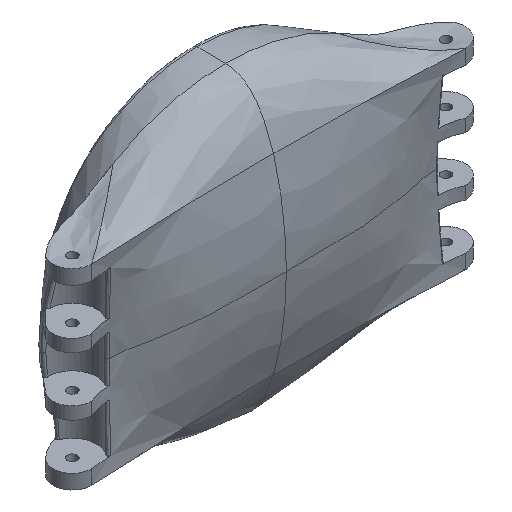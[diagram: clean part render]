
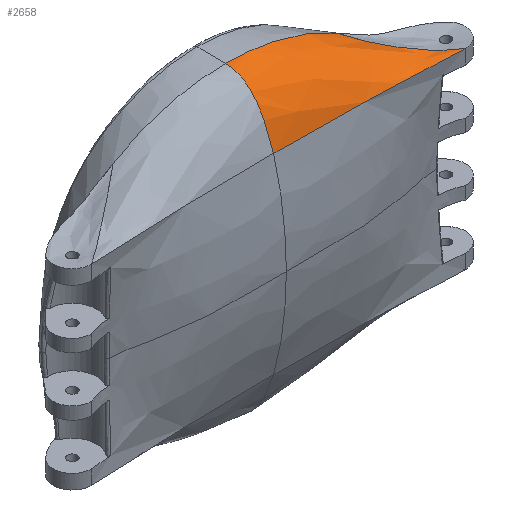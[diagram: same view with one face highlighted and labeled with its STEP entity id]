
A CAD part, isometric view. The second image highlights one B-rep face of the part: STEP entity #2658.
In plain terms, the highlighted free-form (B-spline) face has degree [3, 3] with [4, 6] control points.
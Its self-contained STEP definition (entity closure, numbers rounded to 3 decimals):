
#23 = CARTESIAN_POINT ( 'NONE',  ( 0., -8.489, 10. ) ) ;
#92 = CARTESIAN_POINT ( 'NONE',  ( -2.063, -5.856, 18.123 ) ) ;
#119 = CARTESIAN_POINT ( 'NONE',  ( -6.011, -3.5, 14.892 ) ) ;
#497 = CARTESIAN_POINT ( 'NONE',  ( 0., -5.117, 15.236 ) ) ;
#574 = CARTESIAN_POINT ( 'NONE',  ( 0., -5.266, 15.154 ) ) ;
#619 = CARTESIAN_POINT ( 'NONE',  ( -9.036, -7.354, 9.671 ) ) ;
#667 = CARTESIAN_POINT ( 'NONE',  ( 10.585, -8.953, 9.812 ) ) ;
#763 = EDGE_CURVE ( 'NONE', #6668, #1546, #2324, .T. ) ;
#866 = B_SPLINE_CURVE_WITH_KNOTS ( 'NONE', 3,
 ( #3427, #4549, #1183, #5116 ),
 .UNSPECIFIED., .F., .F.,
 ( 4, 4 ),
 ( 0., 1. ),
 .UNSPECIFIED. ) ;
#1051 = CARTESIAN_POINT ( 'NONE',  ( 12.91, -4.325, 11.666 ) ) ;
#1109 = CARTESIAN_POINT ( 'NONE',  ( 18.049, -7.971, 9.928 ) ) ;
#1142 = EDGE_CURVE ( 'NONE', #1566, #6793, #6924, .T. ) ;
#1183 = CARTESIAN_POINT ( 'NONE',  ( 6.281, -8.529, 10. ) ) ;
#1188 = CARTESIAN_POINT ( 'NONE',  ( 0.425, -8.37, 9.92 ) ) ;
#1214 = EDGE_CURVE ( 'NONE', #6668, #6771, #6469, .T. ) ;
#1236 = CARTESIAN_POINT ( 'NONE',  ( 6.767, -3.5, 15.508 ) ) ;
#1527 = CARTESIAN_POINT ( 'NONE',  ( 8.363, -3.5, 14.541 ) ) ;
#1546 = VERTEX_POINT ( 'NONE', #4789 ) ;
#1566 = VERTEX_POINT ( 'NONE', #3690 ) ;
#1643 = CARTESIAN_POINT ( 'NONE',  ( 0., -8.489, 10. ) ) ;
#1649 = CARTESIAN_POINT ( 'NONE',  ( 0., -8.069, 11.281 ) ) ;
#1728 = CARTESIAN_POINT ( 'NONE',  ( 0., -7.216, 13.115 ) ) ;
#1756 = CARTESIAN_POINT ( 'NONE',  ( -4.965, -5.484, 12.488 ) ) ;
#1784 = CARTESIAN_POINT ( 'NONE',  ( 0.442, -4.445, 16.303 ) ) ;
#2124 = ORIENTED_EDGE ( 'NONE', *, *, #763, .T. ) ;
#2200 = FACE_OUTER_BOUND ( 'NONE', #3645, .T. ) ;
#2215 = CARTESIAN_POINT ( 'NONE',  ( 0., -7.531, 12.516 ) ) ;
#2217 = CARTESIAN_POINT ( 'NONE',  ( 16.132, -8.824, 10. ) ) ;
#2286 = CARTESIAN_POINT ( 'NONE',  ( 11.747, -3.5, 12.49 ) ) ;
#2324 = B_SPLINE_CURVE_WITH_KNOTS ( 'NONE', 3,
 ( #23, #6858, #6211, #3945 ),
 .UNSPECIFIED., .F., .F.,
 ( 4, 4 ),
 ( 0.491, 0.5 ),
 .UNSPECIFIED. ) ;
#2375 = CARTESIAN_POINT ( 'NONE',  ( 0.183, -3.5, 16.487 ) ) ;
#2578 = CARTESIAN_POINT ( 'NONE',  ( 4.239, -3.5, 15.65 ) ) ;
#2658 = ADVANCED_FACE ( 'NONE', ( #2200 ), #4557, .T. ) ;
#2660 = CARTESIAN_POINT ( 'NONE',  ( 9.395, -8.608, 10. ) ) ;
#2790 = CARTESIAN_POINT ( 'NONE',  ( 15.446, -6.124, 10.611 ) ) ;
#2825 = CARTESIAN_POINT ( 'NONE',  ( 15.446, -6.124, 10.611 ) ) ;
#2840 = EDGE_CURVE ( 'NONE', #5420, #1566, #3973, .T. ) ;
#2906 = CARTESIAN_POINT ( 'NONE',  ( 9.947, -8.49, 10.004 ) ) ;
#2957 = CARTESIAN_POINT ( 'NONE',  ( 19.53, -9.021, 10. ) ) ;
#3106 = ORIENTED_EDGE ( 'NONE', *, *, #1214, .F. ) ;
#3197 = ORIENTED_EDGE ( 'NONE', *, *, #3811, .T. ) ;
#3350 = CARTESIAN_POINT ( 'NONE',  ( 0., -3.839, 15.64 ) ) ;
#3427 = CARTESIAN_POINT ( 'NONE',  ( 0.051, -8.489, 10. ) ) ;
#3429 = CARTESIAN_POINT ( 'NONE',  ( 0., -5.691, 14.883 ) ) ;
#3459 = CARTESIAN_POINT ( 'NONE',  ( 9.754, -7.505, 10.562 ) ) ;
#3480 = CARTESIAN_POINT ( 'NONE',  ( -9.132, -8.633, 10.008 ) ) ;
#3645 = EDGE_LOOP ( 'NONE', ( #3197, #3106, #2124, #4286, #5154, #4839 ) ) ;
#3690 = CARTESIAN_POINT ( 'NONE',  ( 19.5, -9., 10. ) ) ;
#3811 = EDGE_CURVE ( 'NONE', #6793, #6771, #6798, .T. ) ;
#3866 = CARTESIAN_POINT ( 'NONE',  ( 0., -8.489, 10. ) ) ;
#3939 = CARTESIAN_POINT ( 'NONE',  ( 11.747, -3.5, 12.49 ) ) ;
#3945 = CARTESIAN_POINT ( 'NONE',  ( 0.051, -8.489, 10. ) ) ;
#3962 = CARTESIAN_POINT ( 'NONE',  ( 12.91, -4.325, 11.666 ) ) ;
#3973 = B_SPLINE_CURVE_WITH_KNOTS ( 'NONE', 3,
 ( #6644, #6104, #2217, #6155 ),
 .UNSPECIFIED., .F., .F.,
 ( 4, 4 ),
 ( 0., 1. ),
 .UNSPECIFIED. ) ;
#4016 = CARTESIAN_POINT ( 'NONE',  ( 9.455, -5.824, 12.876 ) ) ;
#4042 = CARTESIAN_POINT ( 'NONE',  ( 0.137, -8.171, 13.418 ) ) ;
#4286 = ORIENTED_EDGE ( 'NONE', *, *, #4787, .T. ) ;
#4503 = CARTESIAN_POINT ( 'NONE',  ( 0., -4.657, 15.439 ) ) ;
#4549 = CARTESIAN_POINT ( 'NONE',  ( 3.166, -8.489, 10. ) ) ;
#4557 = B_SPLINE_SURFACE_WITH_KNOTS ( 'NONE', 3, 3, ( 
 ( #3480, #619, #6257, #1756, #6830, #119 ),
 ( #1188, #4042, #5716, #92, #1784, #2375 ),
 ( #2906, #667, #3459, #4016, #4608, #1236 ),
 ( #2957, #6880, #1109, #2790, #1051, #5016 ) ),
 .UNSPECIFIED., .F., .F., .F.,
 ( 4, 4 ),
 ( 4, 1, 1, 4 ),
 ( -0.472, 1. ),
 ( -0.004, 0.476, 0.576, 1. ),
 .UNSPECIFIED. ) ;
#4608 = CARTESIAN_POINT ( 'NONE',  ( 6.218, -4.995, 15.898 ) ) ;
#4787 = EDGE_CURVE ( 'NONE', #1546, #5420, #866, .T. ) ;
#4789 = CARTESIAN_POINT ( 'NONE',  ( 0.051, -8.489, 10. ) ) ;
#4839 = ORIENTED_EDGE ( 'NONE', *, *, #1142, .T. ) ;
#5016 = CARTESIAN_POINT ( 'NONE',  ( 11.747, -3.5, 12.492 ) ) ;
#5074 = CARTESIAN_POINT ( 'NONE',  ( 0., -3.5, 15.65 ) ) ;
#5116 = CARTESIAN_POINT ( 'NONE',  ( 9.395, -8.608, 10. ) ) ;
#5154 = ORIENTED_EDGE ( 'NONE', *, *, #2840, .T. ) ;
#5393 = CARTESIAN_POINT ( 'NONE',  ( 0., -3.5, 15.65 ) ) ;
#5420 = VERTEX_POINT ( 'NONE', #2660 ) ;
#5557 = CARTESIAN_POINT ( 'NONE',  ( 0., -4.813, 15.379 ) ) ;
#5582 = CARTESIAN_POINT ( 'NONE',  ( 0., -8.293, 10.644 ) ) ;
#5660 = CARTESIAN_POINT ( 'NONE',  ( 0., -5.946, 14.671 ) ) ;
#5716 = CARTESIAN_POINT ( 'NONE',  ( -0.428, -7.336, 16.26 ) ) ;
#6104 = CARTESIAN_POINT ( 'NONE',  ( 12.764, -8.693, 10. ) ) ;
#6154 = CARTESIAN_POINT ( 'NONE',  ( 0., -6.63, 13.938 ) ) ;
#6155 = CARTESIAN_POINT ( 'NONE',  ( 19.5, -9., 10. ) ) ;
#6202 = CARTESIAN_POINT ( 'NONE',  ( 0., -3.5, 15.65 ) ) ;
#6207 = CARTESIAN_POINT ( 'NONE',  ( 19.5, -9., 10. ) ) ;
#6211 = CARTESIAN_POINT ( 'NONE',  ( 0.034, -8.489, 10. ) ) ;
#6257 = CARTESIAN_POINT ( 'NONE',  ( -7.697, -7.377, 10.332 ) ) ;
#6469 = B_SPLINE_CURVE_WITH_KNOTS ( 'NONE', 3,
 ( #3866, #5582, #1649, #2215, #1728, #6154, #7283, #5660, #3429, #574, #497, #5557, #4503, #6726, #3350, #5074 ),
 .UNSPECIFIED., .F., .F.,
 ( 4, 2, 2, 2, 2, 2, 2, 4 ),
 ( 0., 0.002, 0.004, 0.005, 0.006, 0.007, 0.007, 0.008 ),
 .UNSPECIFIED. ) ;
#6512 = CARTESIAN_POINT ( 'NONE',  ( 11.747, -3.5, 12.49 ) ) ;
#6644 = CARTESIAN_POINT ( 'NONE',  ( 9.395, -8.608, 10. ) ) ;
#6668 = VERTEX_POINT ( 'NONE', #1643 ) ;
#6699 = CARTESIAN_POINT ( 'NONE',  ( 18.201, -8.078, 10. ) ) ;
#6726 = CARTESIAN_POINT ( 'NONE',  ( 0., -4.177, 15.587 ) ) ;
#6771 = VERTEX_POINT ( 'NONE', #6202 ) ;
#6793 = VERTEX_POINT ( 'NONE', #2286 ) ;
#6798 = B_SPLINE_CURVE_WITH_KNOTS ( 'NONE', 3,
 ( #6512, #1527, #2578, #5393 ),
 .UNSPECIFIED., .F., .F.,
 ( 4, 4 ),
 ( 0., 1. ),
 .UNSPECIFIED. ) ;
#6804 = CARTESIAN_POINT ( 'NONE',  ( 18.039, -7.964, 9.93 ) ) ;
#6830 = CARTESIAN_POINT ( 'NONE',  ( -6.11, -4.649, 14.878 ) ) ;
#6858 = CARTESIAN_POINT ( 'NONE',  ( 0.017, -8.489, 10. ) ) ;
#6880 = CARTESIAN_POINT ( 'NONE',  ( 18.203, -8.08, 10.001 ) ) ;
#6924 = B_SPLINE_CURVE_WITH_KNOTS ( 'NONE', 3,
 ( #6207, #6699, #6804, #2825, #3962, #3939 ),
 .UNSPECIFIED., .F., .F.,
 ( 4, 1, 1, 4 ),
 ( 0., 0.476, 0.576, 1. ),
 .UNSPECIFIED. ) ;
#7283 = CARTESIAN_POINT ( 'NONE',  ( 0., -6.415, 14.199 ) ) ;
